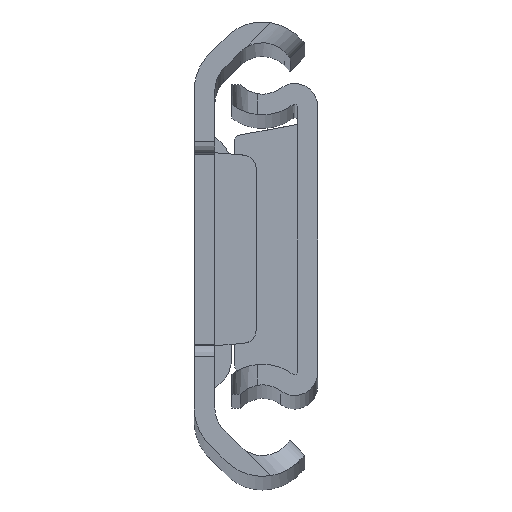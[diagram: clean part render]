
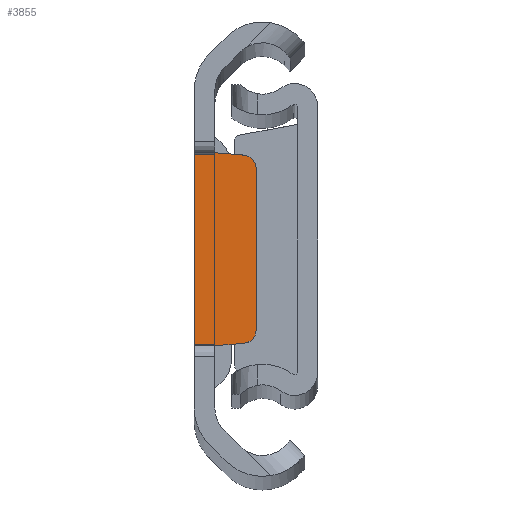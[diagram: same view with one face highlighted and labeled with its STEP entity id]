
A CAD part, top view. The second image highlights one B-rep face of the part: STEP entity #3855.
In plain terms, the highlighted planar face has unit normal (0, 0, 1).
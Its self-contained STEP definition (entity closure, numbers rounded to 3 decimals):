
#15 = EDGE_CURVE ( 'NONE', #1516, #3644, #2958, .T. ) ;
#110 = DIRECTION ( 'NONE',  ( 0., -1., 0. ) ) ;
#117 = EDGE_CURVE ( 'NONE', #4693, #3644, #3507, .T. ) ;
#204 = CARTESIAN_POINT ( 'NONE',  ( 4.8, -7.23, -2.2 ) ) ;
#260 = VECTOR ( 'NONE', #5156, 1000. ) ;
#432 = VERTEX_POINT ( 'NONE', #2515 ) ;
#529 = EDGE_CURVE ( 'NONE', #2898, #5401, #4273, .T. ) ;
#612 = CARTESIAN_POINT ( 'NONE',  ( 3.8, 6.311, -2.2 ) ) ;
#912 = CARTESIAN_POINT ( 'NONE',  ( 1.6, 7.5, -2.2 ) ) ;
#970 = EDGE_CURVE ( 'NONE', #5401, #4693, #4590, .T. ) ;
#1052 = DIRECTION ( 'NONE',  ( 0., -1., 0. ) ) ;
#1112 = ORIENTED_EDGE ( 'NONE', *, *, #4959, .T. ) ;
#1198 = LINE ( 'NONE', #204, #1820 ) ;
#1209 = CARTESIAN_POINT ( 'NONE',  ( 4.8, -6.311, -2.2 ) ) ;
#1235 = EDGE_CURVE ( 'NONE', #432, #4442, #5140, .T. ) ;
#1250 = CARTESIAN_POINT ( 'NONE',  ( 0., 7.5, -2.2 ) ) ;
#1320 = DIRECTION ( 'NONE',  ( -0.996, 0.084, 0. ) ) ;
#1417 = DIRECTION ( 'NONE',  ( 0., 0., 1. ) ) ;
#1443 = CARTESIAN_POINT ( 'NONE',  ( 8.601, 7.5, -2.2 ) ) ;
#1487 = ORIENTED_EDGE ( 'NONE', *, *, #15, .F. ) ;
#1516 = VERTEX_POINT ( 'NONE', #2121 ) ;
#1779 = ORIENTED_EDGE ( 'NONE', *, *, #1803, .F. ) ;
#1803 = EDGE_CURVE ( 'NONE', #4426, #1516, #1889, .T. ) ;
#1820 = VECTOR ( 'NONE', #2300, 1000. ) ;
#1856 = CARTESIAN_POINT ( 'NONE',  ( 8.601, 7.5, -2.2 ) ) ;
#1889 = LINE ( 'NONE', #2745, #4748 ) ;
#1985 = ORIENTED_EDGE ( 'NONE', *, *, #117, .T. ) ;
#2011 = CARTESIAN_POINT ( 'NONE',  ( 1.6, -7.5, -2.2 ) ) ;
#2028 = VECTOR ( 'NONE', #1320, 1000. ) ;
#2057 = DIRECTION ( 'NONE',  ( 0., 1., 0. ) ) ;
#2121 = CARTESIAN_POINT ( 'NONE',  ( 0., -7.5, -2.2 ) ) ;
#2300 = DIRECTION ( 'NONE',  ( 0.996, 0.084, 0. ) ) ;
#2364 = ORIENTED_EDGE ( 'NONE', *, *, #1235, .T. ) ;
#2515 = CARTESIAN_POINT ( 'NONE',  ( 3.884, -7.307, -2.2 ) ) ;
#2583 = CARTESIAN_POINT ( 'NONE',  ( 3.884, 7.307, -2.2 ) ) ;
#2672 = CARTESIAN_POINT ( 'NONE',  ( 3.8, -6.311, -2.2 ) ) ;
#2673 = ORIENTED_EDGE ( 'NONE', *, *, #970, .T. ) ;
#2675 = DIRECTION ( 'NONE',  ( 0., 0., 1. ) ) ;
#2683 = DIRECTION ( 'NONE',  ( -1., 0., 0. ) ) ;
#2745 = CARTESIAN_POINT ( 'NONE',  ( 8.601, -7.5, -2.2 ) ) ;
#2796 = AXIS2_PLACEMENT_3D ( 'NONE', #1443, #1417, #1052 ) ;
#2805 = AXIS2_PLACEMENT_3D ( 'NONE', #612, #2675, #4297 ) ;
#2898 = VERTEX_POINT ( 'NONE', #3234 ) ;
#2958 = LINE ( 'NONE', #4244, #4204 ) ;
#2974 = EDGE_CURVE ( 'NONE', #4426, #432, #1198, .T. ) ;
#3031 = LINE ( 'NONE', #4771, #260 ) ;
#3143 = PLANE ( 'NONE',  #2796 ) ;
#3203 = CARTESIAN_POINT ( 'NONE',  ( 1.6, 7.5, -2.2 ) ) ;
#3234 = CARTESIAN_POINT ( 'NONE',  ( 4.8, 6.311, -2.2 ) ) ;
#3440 = DIRECTION ( 'NONE',  ( 0., 0., 1. ) ) ;
#3507 = LINE ( 'NONE', #1856, #4025 ) ;
#3644 = VERTEX_POINT ( 'NONE', #1250 ) ;
#3855 = ADVANCED_FACE ( 'NONE', ( #4861 ), #3143, .T. ) ;
#4025 = VECTOR ( 'NONE', #2683, 1000. ) ;
#4204 = VECTOR ( 'NONE', #2057, 1000. ) ;
#4244 = CARTESIAN_POINT ( 'NONE',  ( 0., 7.5, -2.2 ) ) ;
#4273 = CIRCLE ( 'NONE', #2805, 1. ) ;
#4297 = DIRECTION ( 'NONE',  ( 0., -1., 0. ) ) ;
#4415 = DIRECTION ( 'NONE',  ( -1., 0., 0. ) ) ;
#4426 = VERTEX_POINT ( 'NONE', #2011 ) ;
#4436 = EDGE_LOOP ( 'NONE', ( #4963, #2364, #1112, #5058, #2673, #1985, #1487, #1779 ) ) ;
#4442 = VERTEX_POINT ( 'NONE', #1209 ) ;
#4453 = AXIS2_PLACEMENT_3D ( 'NONE', #2672, #3440, #110 ) ;
#4590 = LINE ( 'NONE', #912, #2028 ) ;
#4693 = VERTEX_POINT ( 'NONE', #3203 ) ;
#4748 = VECTOR ( 'NONE', #4415, 1000. ) ;
#4771 = CARTESIAN_POINT ( 'NONE',  ( 4.8, 7.23, -2.2 ) ) ;
#4861 = FACE_OUTER_BOUND ( 'NONE', #4436, .T. ) ;
#4959 = EDGE_CURVE ( 'NONE', #4442, #2898, #3031, .T. ) ;
#4963 = ORIENTED_EDGE ( 'NONE', *, *, #2974, .T. ) ;
#5058 = ORIENTED_EDGE ( 'NONE', *, *, #529, .T. ) ;
#5140 = CIRCLE ( 'NONE', #4453, 1. ) ;
#5156 = DIRECTION ( 'NONE',  ( 0., 1., 0. ) ) ;
#5401 = VERTEX_POINT ( 'NONE', #2583 ) ;
